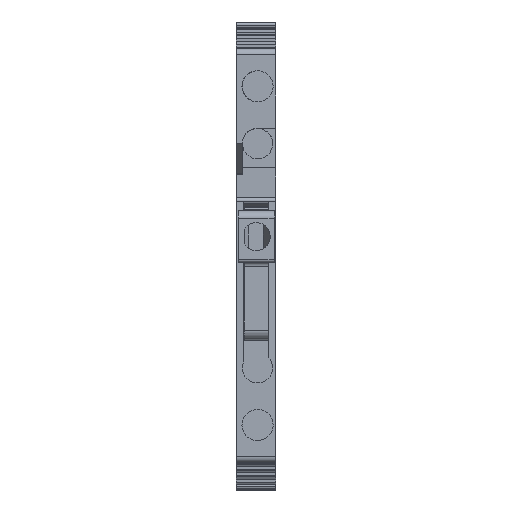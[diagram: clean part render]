
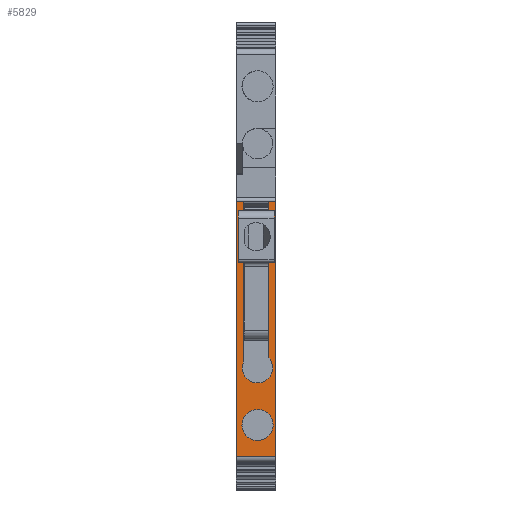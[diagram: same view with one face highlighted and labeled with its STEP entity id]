
A CAD part, top view. The second image highlights one B-rep face of the part: STEP entity #5829.
In plain terms, the highlighted planar face has unit normal (0, 0, 1).
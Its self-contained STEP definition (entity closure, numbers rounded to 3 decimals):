
#5742=AXIS2_PLACEMENT_3D('Plane Axis2P3D',#5739,#5740,#5741) ;
#5794=AXIS2_PLACEMENT_3D('Circle Axis2P3D',#5792,#5793,$) ;
#5801=AXIS2_PLACEMENT_3D('Circle Axis2P3D',#5799,#5800,$) ;
#5813=AXIS2_PLACEMENT_3D('Circle Axis2P3D',#5811,#5812,$) ;
#5822=AXIS2_PLACEMENT_3D('Circle Axis2P3D',#5820,#5821,$) ;
#5716=CARTESIAN_POINT('Vertex',(5.1,4.193,46.25)) ;
#5719=CARTESIAN_POINT('Line Origine',(2.55,4.193,46.25)) ;
#5723=CARTESIAN_POINT('Vertex',(0.,4.193,46.25)) ;
#5739=CARTESIAN_POINT('Axis2P3D Location',(5.1,4.193,46.25)) ;
#5744=CARTESIAN_POINT('Line Origine',(0.,20.593,46.25)) ;
#5748=CARTESIAN_POINT('Vertex',(0.,36.992,46.25)) ;
#5751=CARTESIAN_POINT('Line Origine',(5.1,20.593,46.25)) ;
#5755=CARTESIAN_POINT('Vertex',(5.1,36.992,46.25)) ;
#5758=CARTESIAN_POINT('Line Origine',(2.55,36.992,46.25)) ;
#5769=CARTESIAN_POINT('Line Origine',(0.95,26.661,46.25)) ;
#5773=CARTESIAN_POINT('Vertex',(0.95,16.372,46.25)) ;
#5775=CARTESIAN_POINT('Vertex',(0.95,36.95,46.25)) ;
#5778=CARTESIAN_POINT('Line Origine',(2.575,36.95,46.25)) ;
#5782=CARTESIAN_POINT('Vertex',(4.2,36.95,46.25)) ;
#5785=CARTESIAN_POINT('Line Origine',(4.2,26.938,46.25)) ;
#5789=CARTESIAN_POINT('Vertex',(4.2,16.926,46.25)) ;
#5792=CARTESIAN_POINT('Axis2P3D Location',(2.75,15.622,46.25)) ;
#5796=CARTESIAN_POINT('Vertex',(1.815,13.911,46.25)) ;
#5799=CARTESIAN_POINT('Axis2P3D Location',(2.75,15.622,46.25)) ;
#5811=CARTESIAN_POINT('Axis2P3D Location',(2.75,8.272,46.25)) ;
#5815=CARTESIAN_POINT('Vertex',(1.791,6.517,46.25)) ;
#5817=CARTESIAN_POINT('Vertex',(3.709,10.027,46.25)) ;
#5820=CARTESIAN_POINT('Axis2P3D Location',(2.75,8.272,46.25)) ;
#5720=DIRECTION('Vector Direction',(-1.,0.,0.)) ;
#5740=DIRECTION('Axis2P3D Direction',(0.,0.,-1.)) ;
#5741=DIRECTION('Axis2P3D XDirection',(0.,1.,0.)) ;
#5745=DIRECTION('Vector Direction',(0.,1.,0.)) ;
#5752=DIRECTION('Vector Direction',(0.,1.,0.)) ;
#5759=DIRECTION('Vector Direction',(-1.,0.,0.)) ;
#5770=DIRECTION('Vector Direction',(0.,1.,0.)) ;
#5779=DIRECTION('Vector Direction',(1.,0.,0.)) ;
#5786=DIRECTION('Vector Direction',(0.,1.,0.)) ;
#5793=DIRECTION('Axis2P3D Direction',(0.,0.,-1.)) ;
#5800=DIRECTION('Axis2P3D Direction',(0.,0.,-1.)) ;
#5812=DIRECTION('Axis2P3D Direction',(0.,0.,-1.)) ;
#5821=DIRECTION('Axis2P3D Direction',(0.,0.,-1.)) ;
#5721=VECTOR('Line Direction',#5720,1.) ;
#5746=VECTOR('Line Direction',#5745,1.) ;
#5753=VECTOR('Line Direction',#5752,1.) ;
#5760=VECTOR('Line Direction',#5759,1.) ;
#5771=VECTOR('Line Direction',#5770,1.) ;
#5780=VECTOR('Line Direction',#5779,1.) ;
#5787=VECTOR('Line Direction',#5786,1.) ;
#5764=ORIENTED_EDGE('',*,*,#5750,.F.) ;
#5765=ORIENTED_EDGE('',*,*,#5725,.T.) ;
#5766=ORIENTED_EDGE('',*,*,#5757,.T.) ;
#5767=ORIENTED_EDGE('',*,*,#5762,.F.) ;
#5805=ORIENTED_EDGE('',*,*,#5777,.T.) ;
#5806=ORIENTED_EDGE('',*,*,#5784,.T.) ;
#5807=ORIENTED_EDGE('',*,*,#5791,.F.) ;
#5808=ORIENTED_EDGE('',*,*,#5798,.T.) ;
#5809=ORIENTED_EDGE('',*,*,#5803,.T.) ;
#5826=ORIENTED_EDGE('',*,*,#5819,.T.) ;
#5827=ORIENTED_EDGE('',*,*,#5824,.T.) ;
#5810=FACE_BOUND('',#5804,.T.) ;
#5828=FACE_BOUND('',#5825,.T.) ;
#5829=ADVANCED_FACE('KLTR_WTR2_5_ZZ.1\\Koerper.2 ( *SOL1 - wsp *MASTER -  )',(#5768,#5810,#5828),#5743,.F.) ;
#5795=CIRCLE('generated circle',#5794,1.95) ;
#5802=CIRCLE('generated circle',#5801,1.95) ;
#5814=CIRCLE('generated circle',#5813,2.) ;
#5823=CIRCLE('generated circle',#5822,2.) ;
#5725=EDGE_CURVE('',#5724,#5717,#5722,.F.) ;
#5750=EDGE_CURVE('',#5724,#5749,#5747,.T.) ;
#5757=EDGE_CURVE('',#5717,#5756,#5754,.T.) ;
#5762=EDGE_CURVE('',#5749,#5756,#5761,.F.) ;
#5777=EDGE_CURVE('',#5774,#5776,#5772,.T.) ;
#5784=EDGE_CURVE('',#5776,#5783,#5781,.T.) ;
#5791=EDGE_CURVE('',#5790,#5783,#5788,.T.) ;
#5798=EDGE_CURVE('',#5790,#5797,#5795,.T.) ;
#5803=EDGE_CURVE('',#5797,#5774,#5802,.T.) ;
#5819=EDGE_CURVE('',#5816,#5818,#5814,.T.) ;
#5824=EDGE_CURVE('',#5818,#5816,#5823,.T.) ;
#5763=EDGE_LOOP('',(#5764,#5765,#5766,#5767)) ;
#5804=EDGE_LOOP('',(#5805,#5806,#5807,#5808,#5809)) ;
#5825=EDGE_LOOP('',(#5826,#5827)) ;
#5768=FACE_OUTER_BOUND('',#5763,.T.) ;
#5722=LINE('Line',#5719,#5721) ;
#5747=LINE('Line',#5744,#5746) ;
#5754=LINE('Line',#5751,#5753) ;
#5761=LINE('Line',#5758,#5760) ;
#5772=LINE('Line',#5769,#5771) ;
#5781=LINE('Line',#5778,#5780) ;
#5788=LINE('Line',#5785,#5787) ;
#5743=PLANE('',#5742) ;
#5717=VERTEX_POINT('',#5716) ;
#5724=VERTEX_POINT('',#5723) ;
#5749=VERTEX_POINT('',#5748) ;
#5756=VERTEX_POINT('',#5755) ;
#5774=VERTEX_POINT('',#5773) ;
#5776=VERTEX_POINT('',#5775) ;
#5783=VERTEX_POINT('',#5782) ;
#5790=VERTEX_POINT('',#5789) ;
#5797=VERTEX_POINT('',#5796) ;
#5816=VERTEX_POINT('',#5815) ;
#5818=VERTEX_POINT('',#5817) ;
